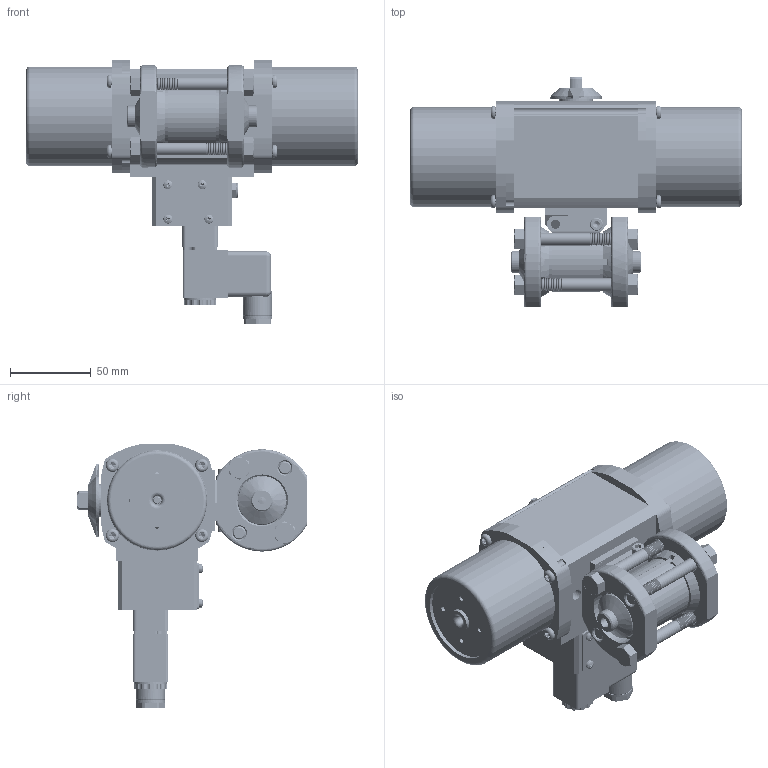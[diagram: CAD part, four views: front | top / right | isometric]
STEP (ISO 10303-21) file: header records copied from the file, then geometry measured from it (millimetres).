
FILE_DESCRIPTION (( 'STEP AP203' ), '1' );
FILE_NAME ('24XXTSWFA512SR3GPDS.step', '2018-06-12T15:30:39', ( '' ), ( '' ), 'SwSTEP 2.0', 'SolidWorks 2017', '' );
FILE_SCHEMA (( 'CONFIG_CONTROL_DESIGN' ));
Products named in the file (1): 24XXTSWFA512SR3GPDS
Bounding box: 206.12 x 142.33 x 163.68 mm (x, y, z)
Volume: 654918.6 mm3; surface area: 281193.8 mm2
Topology: 62 solids, 62 shells, 5762 faces, 15404 edges, 9834 vertices
Faces by surface type: cylinder 2846, cone 1790, plane 792, torus 215, bspline 105, sphere 14
Entity records: 218811 total; most frequent: CARTESIAN_POINT 78676, ORIENTED_EDGE 30516, DIRECTION 29741, EDGE_CURVE 15258, AXIS2_PLACEMENT_3D 12096, VERTEX_POINT 9830, CIRCLE 6438, EDGE_LOOP 6202
